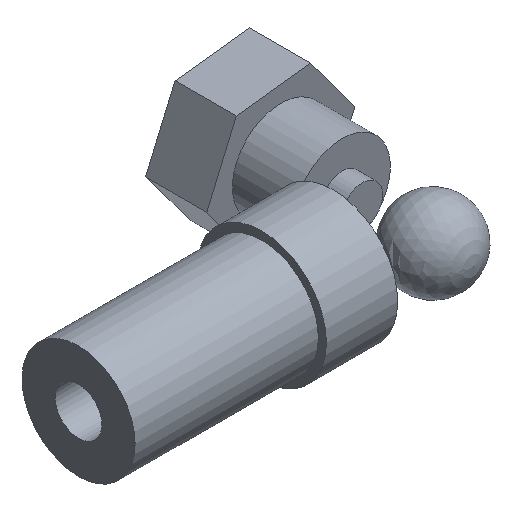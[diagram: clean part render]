
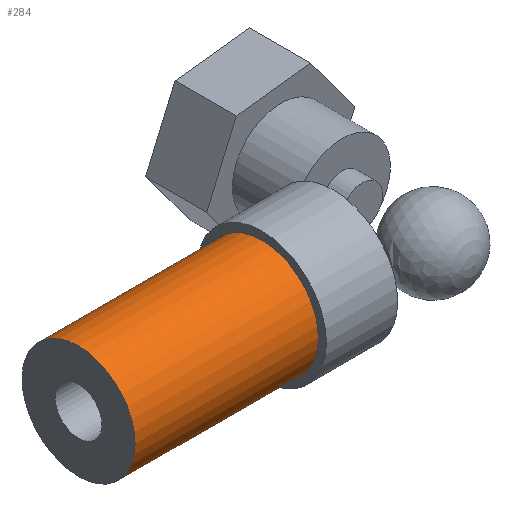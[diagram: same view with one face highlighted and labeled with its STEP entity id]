
A CAD part, isometric view. The second image highlights one B-rep face of the part: STEP entity #284.
In plain terms, the highlighted cylindrical face has radius 2.778 mm (diameter 5.556 mm), a full revolution.
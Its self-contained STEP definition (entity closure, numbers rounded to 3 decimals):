
#42=CYLINDRICAL_SURFACE('',#352,2.778);
#133=ORIENTED_EDGE('',*,*,#162,.T.);
#134=ORIENTED_EDGE('',*,*,#158,.F.);
#158=EDGE_CURVE('',#181,#181,#191,.T.);
#162=EDGE_CURVE('',#185,#185,#195,.T.);
#181=VERTEX_POINT('',#497);
#185=VERTEX_POINT('',#509);
#191=CIRCLE('',#343,2.778);
#195=CIRCLE('',#351,2.778);
#222=EDGE_LOOP('',(#133));
#223=EDGE_LOOP('',(#134));
#251=FACE_BOUND('',#222,.T.);
#252=FACE_BOUND('',#223,.T.);
#284=ADVANCED_FACE('',(#251,#252),#42,.T.);
#343=AXIS2_PLACEMENT_3D('',#496,#416,#417);
#351=AXIS2_PLACEMENT_3D('',#508,#432,#433);
#352=AXIS2_PLACEMENT_3D('',#510,#434,#435);
#416=DIRECTION('',(-1.,0.,0.));
#417=DIRECTION('',(0.,0.,1.));
#432=DIRECTION('',(-1.,0.,0.));
#433=DIRECTION('',(0.,0.,1.));
#434=DIRECTION('',(-1.,0.,0.));
#435=DIRECTION('',(0.,0.,1.));
#496=CARTESIAN_POINT('',(-15.685,8.75,0.));
#497=CARTESIAN_POINT('',(-15.685,8.75,2.778));
#508=CARTESIAN_POINT('',(-6.685,8.75,0.));
#509=CARTESIAN_POINT('',(-6.685,8.75,2.778));
#510=CARTESIAN_POINT('',(-6.685,8.75,0.));
